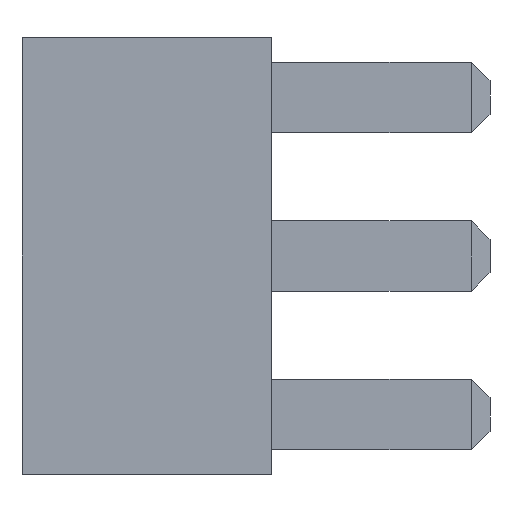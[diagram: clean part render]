
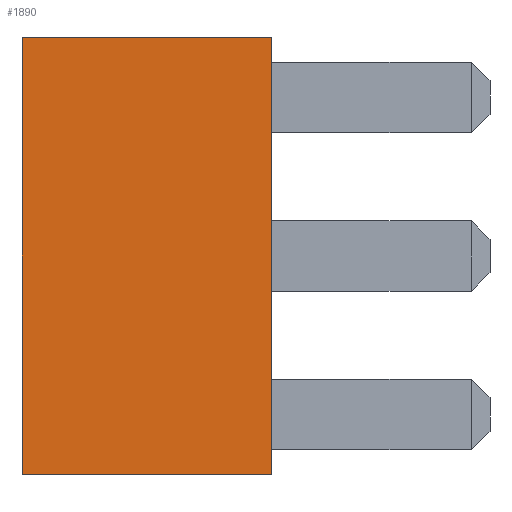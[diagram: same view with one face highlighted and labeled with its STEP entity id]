
A CAD part, left-side view. The second image highlights one B-rep face of the part: STEP entity #1890.
In plain terms, the highlighted planar face has unit normal (-1, 0, 0).
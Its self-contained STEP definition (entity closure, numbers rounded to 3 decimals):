
#110 = EDGE_LOOP ( 'NONE', ( #1062, #2464, #2354, #1796 ) ) ;
#117 = FACE_OUTER_BOUND ( 'NONE', #110, .T. ) ;
#137 = VECTOR ( 'NONE', #3105, 1000. ) ;
#142 = PLANE ( 'NONE',  #2047 ) ;
#180 = CARTESIAN_POINT ( 'NONE',  ( -3.5, 4., 3.5 ) ) ;
#185 = DIRECTION ( 'NONE',  ( 1., 0., 0. ) ) ;
#241 = CARTESIAN_POINT ( 'NONE',  ( -3.5, 4., 3.5 ) ) ;
#861 = EDGE_CURVE ( 'NONE', #2079, #2454, #1731, .T. ) ;
#952 = VERTEX_POINT ( 'NONE', #1550 ) ;
#994 = CARTESIAN_POINT ( 'NONE',  ( -3.5, 0., -3.5 ) ) ;
#1022 = VECTOR ( 'NONE', #2416, 1000. ) ;
#1062 = ORIENTED_EDGE ( 'NONE', *, *, #861, .T. ) ;
#1455 = VECTOR ( 'NONE', #2541, 1000. ) ;
#1456 = LINE ( 'NONE', #180, #137 ) ;
#1550 = CARTESIAN_POINT ( 'NONE',  ( -3.5, 4., -3.5 ) ) ;
#1572 = EDGE_CURVE ( 'NONE', #952, #2079, #2213, .T. ) ;
#1719 = VECTOR ( 'NONE', #2799, 1000. ) ;
#1731 = LINE ( 'NONE', #2434, #1022 ) ;
#1796 = ORIENTED_EDGE ( 'NONE', *, *, #1572, .T. ) ;
#1890 = ADVANCED_FACE ( 'NONE', ( #117 ), #142, .F. ) ;
#1972 = VERTEX_POINT ( 'NONE', #241 ) ;
#2047 = AXIS2_PLACEMENT_3D ( 'NONE', #2110, #185, #2359 ) ;
#2070 = LINE ( 'NONE', #2770, #1455 ) ;
#2079 = VERTEX_POINT ( 'NONE', #994 ) ;
#2110 = CARTESIAN_POINT ( 'NONE',  ( -3.5, 4., -3.5 ) ) ;
#2213 = LINE ( 'NONE', #3042, #1719 ) ;
#2354 = ORIENTED_EDGE ( 'NONE', *, *, #2728, .F. ) ;
#2359 = DIRECTION ( 'NONE',  ( 0., 0., -1. ) ) ;
#2416 = DIRECTION ( 'NONE',  ( 0., 0., 1. ) ) ;
#2434 = CARTESIAN_POINT ( 'NONE',  ( -3.5, 0., -3.5 ) ) ;
#2454 = VERTEX_POINT ( 'NONE', #2945 ) ;
#2464 = ORIENTED_EDGE ( 'NONE', *, *, #3036, .F. ) ;
#2541 = DIRECTION ( 'NONE',  ( 0., 0., 1. ) ) ;
#2728 = EDGE_CURVE ( 'NONE', #952, #1972, #2070, .T. ) ;
#2770 = CARTESIAN_POINT ( 'NONE',  ( -3.5, 4., -3.5 ) ) ;
#2799 = DIRECTION ( 'NONE',  ( 0., -1., 0. ) ) ;
#2945 = CARTESIAN_POINT ( 'NONE',  ( -3.5, 0., 3.5 ) ) ;
#3036 = EDGE_CURVE ( 'NONE', #1972, #2454, #1456, .T. ) ;
#3042 = CARTESIAN_POINT ( 'NONE',  ( -3.5, 4., -3.5 ) ) ;
#3105 = DIRECTION ( 'NONE',  ( 0., -1., 0. ) ) ;
